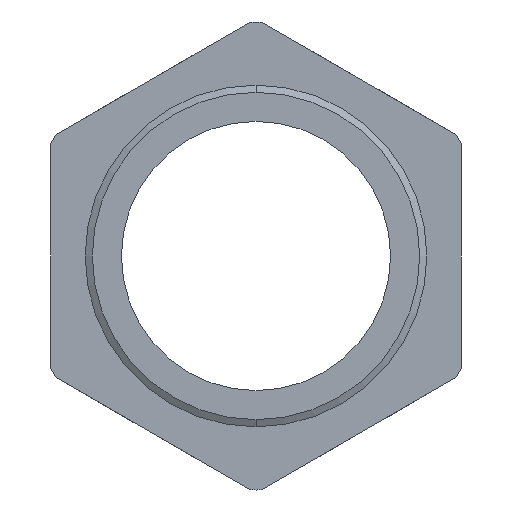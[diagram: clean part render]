
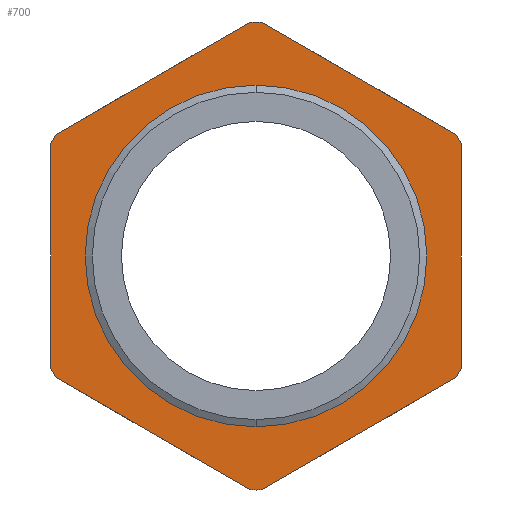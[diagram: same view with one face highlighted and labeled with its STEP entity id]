
A CAD part, front view. The second image highlights one B-rep face of the part: STEP entity #700.
In plain terms, the highlighted planar face has unit normal (0, -1, 0).
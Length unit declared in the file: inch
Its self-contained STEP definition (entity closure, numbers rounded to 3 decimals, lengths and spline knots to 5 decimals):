
#274 = VERTEX_POINT ( 'NONE', #1731 ) ;
#276 = EDGE_CURVE ( 'NONE', #277, #274, #1730, .T. ) ;
#277 = VERTEX_POINT ( 'NONE', #1725 ) ;
#327 = VERTEX_POINT ( 'NONE', #1817 ) ;
#348 = EDGE_CURVE ( 'NONE', #6285, #6291, #1846, .T. ) ;
#356 = VERTEX_POINT ( 'NONE', #1885 ) ;
#358 = EDGE_CURVE ( 'NONE', #274, #356, #1884, .T. ) ;
#363 = VERTEX_POINT ( 'NONE', #1930 ) ;
#368 = VERTEX_POINT ( 'NONE', #1922 ) ;
#369 = VERTEX_POINT ( 'NONE', #1921 ) ;
#376 = VERTEX_POINT ( 'NONE', #1909 ) ;
#378 = EDGE_CURVE ( 'NONE', #369, #376, #1908, .T. ) ;
#393 = VERTEX_POINT ( 'NONE', #1940 ) ;
#395 = EDGE_CURVE ( 'NONE', #327, #393, #1939, .T. ) ;
#399 = VERTEX_POINT ( 'NONE', #1989 ) ;
#401 = EDGE_CURVE ( 'NONE', #418, #399, #1988, .T. ) ;
#410 = EDGE_CURVE ( 'NONE', #393, #418, #1976, .T. ) ;
#411 = VERTEX_POINT ( 'NONE', #1966 ) ;
#413 = EDGE_CURVE ( 'NONE', #433, #411, #1965, .T. ) ;
#418 = VERTEX_POINT ( 'NONE', #2012 ) ;
#428 = EDGE_CURVE ( 'NONE', #363, #368, #1996, .T. ) ;
#433 = VERTEX_POINT ( 'NONE', #2047 ) ;
#443 = EDGE_CURVE ( 'NONE', #376, #327, #2082, .T. ) ;
#448 = EDGE_CURVE ( 'NONE', #368, #277, #2069, .T. ) ;
#462 = EDGE_CURVE ( 'NONE', #411, #363, #2121, .T. ) ;
#477 = EDGE_CURVE ( 'NONE', #399, #433, #2148, .T. ) ;
#511 = EDGE_CURVE ( 'NONE', #356, #369, #2256, .T. ) ;
#671 = ORIENTED_EDGE ( 'NONE', *, *, #511, .T. ) ;
#685 = ORIENTED_EDGE ( 'NONE', *, *, #395, .T. ) ;
#686 = ORIENTED_EDGE ( 'NONE', *, *, #410, .T. ) ;
#687 = ORIENTED_EDGE ( 'NONE', *, *, #401, .T. ) ;
#688 = ORIENTED_EDGE ( 'NONE', *, *, #477, .T. ) ;
#689 = ORIENTED_EDGE ( 'NONE', *, *, #413, .T. ) ;
#690 = ORIENTED_EDGE ( 'NONE', *, *, #462, .T. ) ;
#691 = ORIENTED_EDGE ( 'NONE', *, *, #428, .T. ) ;
#692 = ORIENTED_EDGE ( 'NONE', *, *, #448, .T. ) ;
#693 = ORIENTED_EDGE ( 'NONE', *, *, #276, .T. ) ;
#694 = ORIENTED_EDGE ( 'NONE', *, *, #358, .T. ) ;
#700 = ADVANCED_FACE ( 'NONE', ( #2583, #2582 ), #2581, .T. ) ;
#701 = EDGE_LOOP ( 'NONE', ( #702, #703 ) ) ;
#702 = ORIENTED_EDGE ( 'NONE', *, *, #6297, .F. ) ;
#703 = ORIENTED_EDGE ( 'NONE', *, *, #348, .F. ) ;
#704 = EDGE_LOOP ( 'NONE', ( #705, #706, #685, #686, #687, #688, #689, #690, #691, #692, #693, #694, #671 ) ) ;
#705 = ORIENTED_EDGE ( 'NONE', *, *, #378, .T. ) ;
#706 = ORIENTED_EDGE ( 'NONE', *, *, #443, .T. ) ;
#1725 = CARTESIAN_POINT ( 'NONE',  ( -0.01026, 0.16755, -0.45018 ) ) ;
#1726 = DIRECTION ( 'NONE',  ( 0., 0., -1. ) ) ;
#1727 = DIRECTION ( 'NONE',  ( 0., -1., 0. ) ) ;
#1728 = CARTESIAN_POINT ( 'NONE',  ( 0., 0.16755, 0. ) ) ;
#1729 = AXIS2_PLACEMENT_3D ( 'NONE', #1728, #1727, #1726 ) ;
#1730 = CIRCLE ( 'NONE', #1729, 0.4503 ) ;
#1731 = CARTESIAN_POINT ( 'NONE',  ( 0., 0.16755, -0.4503 ) ) ;
#1817 = CARTESIAN_POINT ( 'NONE',  ( 0.395, 0.16755, 0.21621 ) ) ;
#1839 = DIRECTION ( 'NONE',  ( 0., -1., 0. ) ) ;
#1840 = CARTESIAN_POINT ( 'NONE',  ( 0., 0.16755, 0. ) ) ;
#1841 = AXIS2_PLACEMENT_3D ( 'NONE', #1840, #1839, #1900 ) ;
#1846 = CIRCLE ( 'NONE', #1841, 0.315 ) ;
#1880 = DIRECTION ( 'NONE',  ( 0., 0., -1. ) ) ;
#1881 = DIRECTION ( 'NONE',  ( 0., -1., 0. ) ) ;
#1882 = CARTESIAN_POINT ( 'NONE',  ( 0., 0.16755, 0. ) ) ;
#1883 = AXIS2_PLACEMENT_3D ( 'NONE', #1882, #1881, #1880 ) ;
#1884 = CIRCLE ( 'NONE', #1883, 0.4503 ) ;
#1885 = CARTESIAN_POINT ( 'NONE',  ( 0.01026, 0.16755, -0.45018 ) ) ;
#1900 = DIRECTION ( 'NONE',  ( 0., 0., -1. ) ) ;
#1904 = DIRECTION ( 'NONE',  ( 0., 0., -1. ) ) ;
#1905 = DIRECTION ( 'NONE',  ( 0., -1., 0. ) ) ;
#1906 = CARTESIAN_POINT ( 'NONE',  ( 0., 0.16755, 0. ) ) ;
#1907 = AXIS2_PLACEMENT_3D ( 'NONE', #1906, #1905, #1904 ) ;
#1908 = CIRCLE ( 'NONE', #1907, 0.4503 ) ;
#1909 = CARTESIAN_POINT ( 'NONE',  ( 0.395, 0.16755, -0.21621 ) ) ;
#1921 = CARTESIAN_POINT ( 'NONE',  ( 0.38474, 0.16755, -0.23398 ) ) ;
#1922 = CARTESIAN_POINT ( 'NONE',  ( -0.38474, 0.16755, -0.23398 ) ) ;
#1930 = CARTESIAN_POINT ( 'NONE',  ( -0.395, 0.16755, -0.21621 ) ) ;
#1935 = DIRECTION ( 'NONE',  ( 0., 0., -1. ) ) ;
#1936 = DIRECTION ( 'NONE',  ( 0., -1., 0. ) ) ;
#1937 = CARTESIAN_POINT ( 'NONE',  ( 0., 0.16755, 0. ) ) ;
#1938 = AXIS2_PLACEMENT_3D ( 'NONE', #1937, #1936, #1935 ) ;
#1939 = CIRCLE ( 'NONE', #1938, 0.4503 ) ;
#1940 = CARTESIAN_POINT ( 'NONE',  ( 0.38474, 0.16755, 0.23398 ) ) ;
#1964 = AXIS2_PLACEMENT_3D ( 'NONE', #2025, #2024, #2023 ) ;
#1965 = CIRCLE ( 'NONE', #1964, 0.4503 ) ;
#1966 = CARTESIAN_POINT ( 'NONE',  ( -0.395, 0.16755, 0.21621 ) ) ;
#1967 = DIRECTION ( 'NONE',  ( -0.866, 0., 0.5 ) ) ;
#1968 = VECTOR ( 'NONE', #1967, 39.37008 ) ;
#1975 = CARTESIAN_POINT ( 'NONE',  ( 0.43375, 0.16755, 0.20568 ) ) ;
#1976 = LINE ( 'NONE', #1975, #1968 ) ;
#1984 = DIRECTION ( 'NONE',  ( 0., 0., -1. ) ) ;
#1985 = DIRECTION ( 'NONE',  ( 0., -1., 0. ) ) ;
#1986 = CARTESIAN_POINT ( 'NONE',  ( 0., 0.16755, 0. ) ) ;
#1987 = AXIS2_PLACEMENT_3D ( 'NONE', #1986, #1985, #1984 ) ;
#1988 = CIRCLE ( 'NONE', #1987, 0.4503 ) ;
#1989 = CARTESIAN_POINT ( 'NONE',  ( -0.01026, 0.16755, 0.45018 ) ) ;
#1992 = DIRECTION ( 'NONE',  ( 0., 0., -1. ) ) ;
#1993 = DIRECTION ( 'NONE',  ( 0., -1., 0. ) ) ;
#1994 = CARTESIAN_POINT ( 'NONE',  ( 0., 0.16755, 0. ) ) ;
#1995 = AXIS2_PLACEMENT_3D ( 'NONE', #1994, #1993, #1992 ) ;
#1996 = CIRCLE ( 'NONE', #1995, 0.4503 ) ;
#2012 = CARTESIAN_POINT ( 'NONE',  ( 0.01026, 0.16755, 0.45018 ) ) ;
#2023 = DIRECTION ( 'NONE',  ( 0., 0., -1. ) ) ;
#2024 = DIRECTION ( 'NONE',  ( 0., -1., 0. ) ) ;
#2025 = CARTESIAN_POINT ( 'NONE',  ( 0., 0.16755, 0. ) ) ;
#2047 = CARTESIAN_POINT ( 'NONE',  ( -0.38474, 0.16755, 0.23398 ) ) ;
#2060 = DIRECTION ( 'NONE',  ( 0.866, 0., -0.5 ) ) ;
#2061 = VECTOR ( 'NONE', #2060, 39.37008 ) ;
#2068 = CARTESIAN_POINT ( 'NONE',  ( 0.03875, 0.16755, -0.47848 ) ) ;
#2069 = LINE ( 'NONE', #2068, #2061 ) ;
#2071 = VECTOR ( 'NONE', #2080, 39.37008 ) ;
#2080 = DIRECTION ( 'NONE',  ( 0., 0., 1. ) ) ;
#2081 = CARTESIAN_POINT ( 'NONE',  ( 0.395, 0.16755, 0. ) ) ;
#2082 = LINE ( 'NONE', #2081, #2071 ) ;
#2118 = DIRECTION ( 'NONE',  ( 0., 0., -1. ) ) ;
#2119 = VECTOR ( 'NONE', #2118, 39.37008 ) ;
#2120 = CARTESIAN_POINT ( 'NONE',  ( -0.395, 0.16755, 0. ) ) ;
#2121 = LINE ( 'NONE', #2120, #2119 ) ;
#2139 = DIRECTION ( 'NONE',  ( -0.866, 0., -0.5 ) ) ;
#2140 = VECTOR ( 'NONE', #2139, 39.37008 ) ;
#2141 = CARTESIAN_POINT ( 'NONE',  ( 0.03875, 0.16755, 0.47848 ) ) ;
#2148 = LINE ( 'NONE', #2141, #2140 ) ;
#2253 = DIRECTION ( 'NONE',  ( 0.866, 0., 0.5 ) ) ;
#2254 = VECTOR ( 'NONE', #2253, 39.37008 ) ;
#2255 = CARTESIAN_POINT ( 'NONE',  ( 0.43375, 0.16755, -0.20568 ) ) ;
#2256 = LINE ( 'NONE', #2255, #2254 ) ;
#2576 = DIRECTION ( 'NONE',  ( 0., 0., -1. ) ) ;
#2577 = DIRECTION ( 'NONE',  ( 0., -1., 0. ) ) ;
#2578 = AXIS2_PLACEMENT_3D ( 'NONE', #2580, #2577, #2576 ) ;
#2580 = CARTESIAN_POINT ( 'NONE',  ( 0.315, 0.16755, 0. ) ) ;
#2581 = PLANE ( 'NONE',  #2578 ) ;
#2582 = FACE_OUTER_BOUND ( 'NONE', #704, .T. ) ;
#2583 = FACE_BOUND ( 'NONE', #701, .T. ) ;
#4852 = DIRECTION ( 'NONE',  ( 0., 0., -1. ) ) ;
#4853 = DIRECTION ( 'NONE',  ( 0., -1., 0. ) ) ;
#4854 = CARTESIAN_POINT ( 'NONE',  ( 0., 0.16755, 0. ) ) ;
#4855 = AXIS2_PLACEMENT_3D ( 'NONE', #4854, #4853, #4852 ) ;
#4856 = CIRCLE ( 'NONE', #4855, 0.315 ) ;
#4863 = CARTESIAN_POINT ( 'NONE',  ( 0., 0.16755, -0.315 ) ) ;
#4874 = CARTESIAN_POINT ( 'NONE',  ( 0., 0.16755, 0.315 ) ) ;
#6285 = VERTEX_POINT ( 'NONE', #4874 ) ;
#6291 = VERTEX_POINT ( 'NONE', #4863 ) ;
#6297 = EDGE_CURVE ( 'NONE', #6291, #6285, #4856, .T. ) ;
